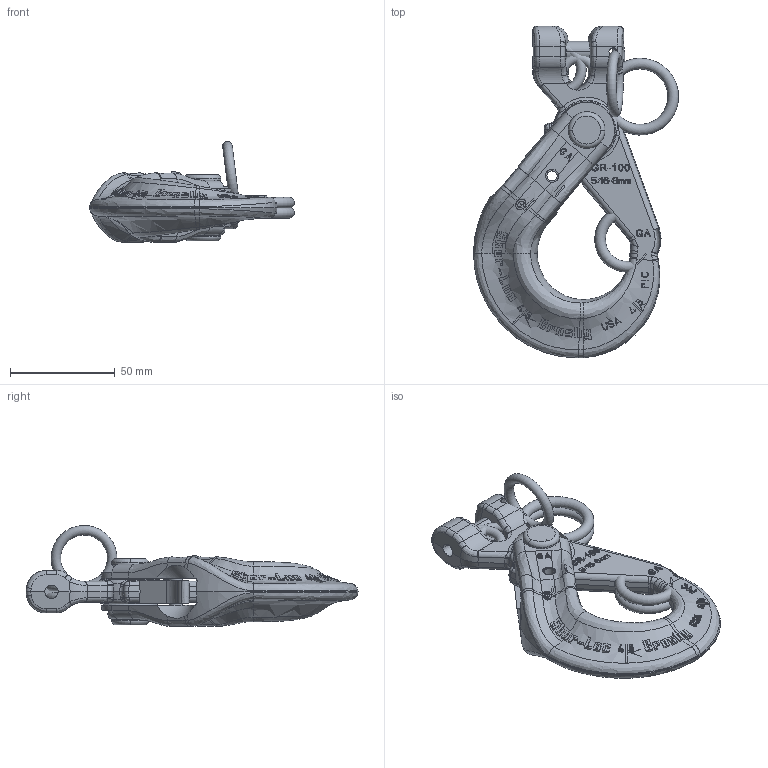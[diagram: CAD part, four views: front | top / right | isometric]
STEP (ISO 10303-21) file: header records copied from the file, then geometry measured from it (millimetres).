
FILE_DESCRIPTION((''),'2;1');
FILE_NAME('CROSBY_1317_031-8MM_1029009','2012-02-16T',('Alan Doughty'),('The Crosby Group LLC'),'PRO/ENGINEER BY PARAMETRIC TECHNOLOGY CORPORATION, 2010280','PRO/ENGINEER BY PARAMETRIC TECHNOLOGY CORPORATION, 2010280','');
FILE_SCHEMA(('CONFIG_CONTROL_DESIGN'));
Products named in the file (1): CROSBY_1317_031-8MM_1029009
Bounding box: 97.98 x 158.75 x 48.3 mm (x, y, z)
Surface area: 55514.4 mm2 (no closed solid volume)
Topology: 0 solids, 0 shells, 1166 faces, 6316 edges, 6294 vertices
Faces by surface type: bspline 1132, torus 34
Entity records: 126304 total; most frequent: CARTESIAN_POINT 74891, DIRECTION 6812, TRIMMED_CURVE 6388, DEFINITIONAL_REPRESENTATION 6272, PCURVE 6272, COMPOSITE_CURVE_SEGMENT 6272, VECTOR 6032, LINE 6032
